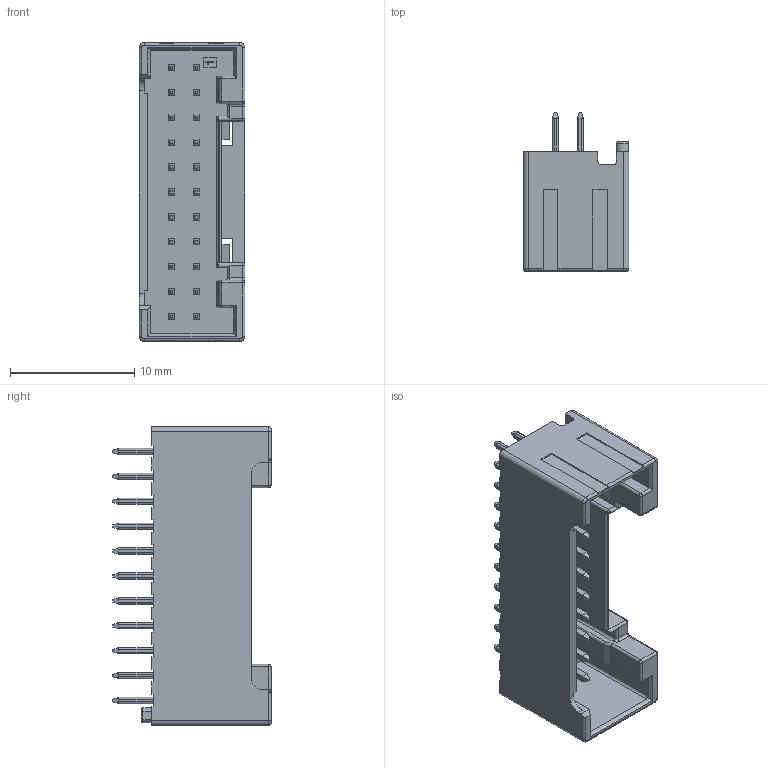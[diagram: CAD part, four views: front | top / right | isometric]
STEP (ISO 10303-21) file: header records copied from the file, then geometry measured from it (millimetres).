
FILE_DESCRIPTION( ('This file contains a STEP AP42 implementation' ,'as created by ZW3D STEP Interface translator.') ,'2;1' );
FILE_NAME( 'WF2013-2WSHXXTT1001.stp' ,'24 325.171132', (''), ('ZWCAD Software Co.'), 'Version 1.0', 'ZW3D to STEP translator', '' );
FILE_SCHEMA(('AUTOMOTIVE_DESIGN { 1 0 10303 214 1 1 1 1 }'));
Length unit declared in the file: millimetre
Products named in the file (2): 0; WF2013-2WSH11TT1001
Bounding box: 8.5 x 12.7 x 24 mm (x, y, z)
Volume: 653.7 mm3; surface area: 1819.3 mm2
Topology: 1 solids, 1 shells, 805 faces, 2129 edges, 1368 vertices
Faces by surface type: plane 636, cylinder 149, sphere 10, torus 6, bspline 4
Entity records: 25713 total; most frequent: CARTESIAN_POINT 4567, ORIENTED_EDGE 4258, DIRECTION 4053, EDGE_CURVE 2129, VECTOR 1725, LINE 1725, VERTEX_POINT 1368, AXIS2_PLACEMENT_3D 1164
